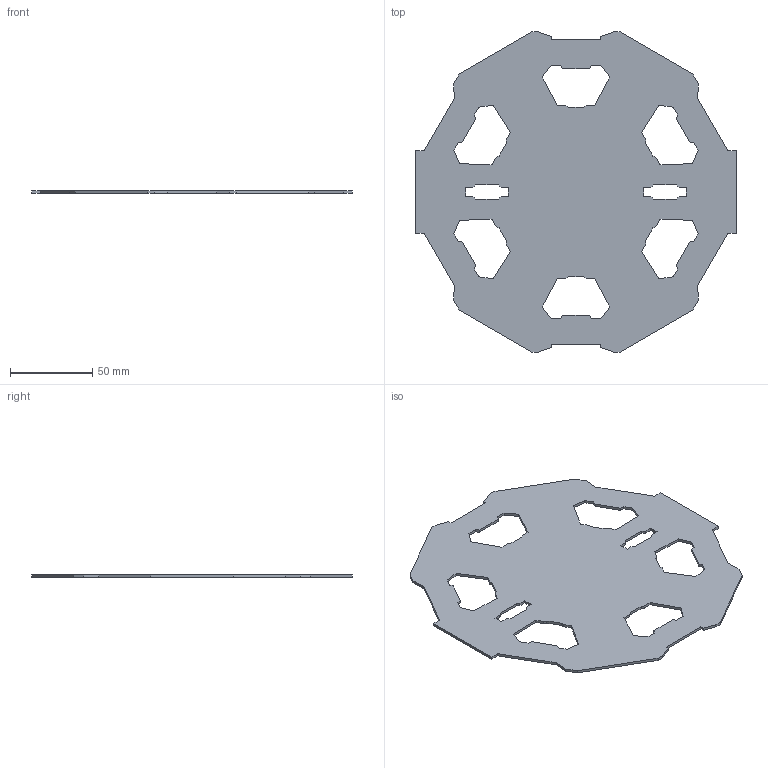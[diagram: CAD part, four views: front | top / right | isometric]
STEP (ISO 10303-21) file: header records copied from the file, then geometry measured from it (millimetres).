
FILE_DESCRIPTION (( 'STEP AP214' ), '1' );
FILE_NAME ('plate2.STEP', '2025-11-13T21:40:18', ( '' ), ( '' ), 'SwSTEP 2.0', 'SolidWorks 2021', '' );
FILE_SCHEMA (( 'AUTOMOTIVE_DESIGN' ));
Length unit declared in the file: millimetre
Products named in the file (1): plate2
Bounding box: 195 x 194.74 x 1.6 mm (x, y, z)
Volume: 38978.7 mm3; surface area: 51054.9 mm2
Topology: 1 solids, 1 shells, 146 faces, 432 edges, 288 vertices
Faces by surface type: plane 146
Entity records: 4864 total; most frequent: CARTESIAN_POINT 867, ORIENTED_EDGE 864, DIRECTION 726, LINE 432, EDGE_CURVE 432, VECTOR 432, VERTEX_POINT 288, EDGE_LOOP 162
